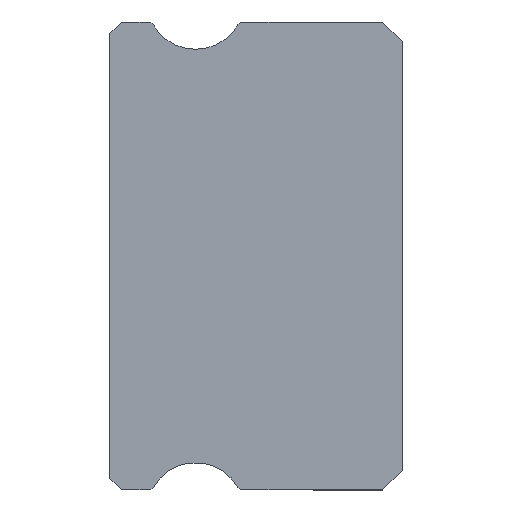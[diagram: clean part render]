
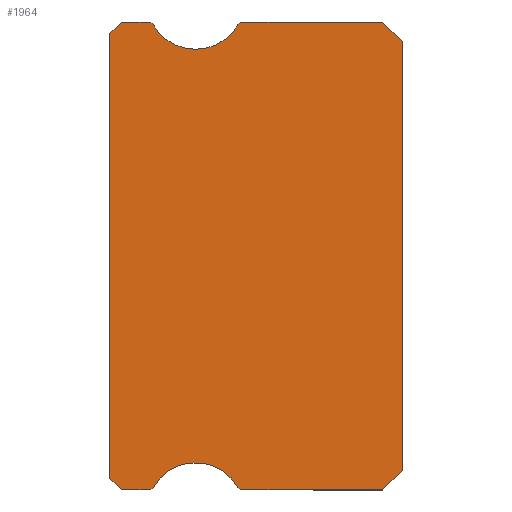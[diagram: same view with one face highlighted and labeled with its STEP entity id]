
A CAD part, left-side view. The second image highlights one B-rep face of the part: STEP entity #1964.
In plain terms, the highlighted planar face has unit normal (-1, 0, 0).
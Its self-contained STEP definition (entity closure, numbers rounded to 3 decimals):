
#3 = EDGE_CURVE ( 'NONE', #3005, #3791, #4820, .T. ) ;
#26 = VERTEX_POINT ( 'NONE', #1877 ) ;
#39 = LINE ( 'NONE', #4827, #2958 ) ;
#99 = CARTESIAN_POINT ( 'NONE',  ( -15., 6.512, -6. ) ) ;
#157 = CARTESIAN_POINT ( 'NONE',  ( -15., 6.512, 6. ) ) ;
#304 = DIRECTION ( 'NONE',  ( 0., 0., -1. ) ) ;
#368 = DIRECTION ( 'NONE',  ( 1., 0., 0. ) ) ;
#399 = DIRECTION ( 'NONE',  ( 0., 0., -1. ) ) ;
#402 = EDGE_CURVE ( 'NONE', #26, #3791, #2379, .T. ) ;
#443 = ORIENTED_EDGE ( 'NONE', *, *, #3, .T. ) ;
#455 = VERTEX_POINT ( 'NONE', #4047 ) ;
#524 = DIRECTION ( 'NONE',  ( 0., 0., -1. ) ) ;
#532 = EDGE_LOOP ( 'NONE', ( #443, #3493, #4736, #4374, #1876, #1648, #1586, #784, #651, #4882, #5008, #4458, #1067, #922, #1467, #2006, #3233 ) ) ;
#631 = DIRECTION ( 'NONE',  ( 0., 0., -1. ) ) ;
#651 = ORIENTED_EDGE ( 'NONE', *, *, #3323, .F. ) ;
#761 = CARTESIAN_POINT ( 'NONE',  ( -15., 5.3, 6.55 ) ) ;
#779 = DIRECTION ( 'NONE',  ( 1., 0., 0. ) ) ;
#784 = ORIENTED_EDGE ( 'NONE', *, *, #3156, .F. ) ;
#862 = EDGE_CURVE ( 'NONE', #3574, #4345, #3410, .T. ) ;
#906 = CARTESIAN_POINT ( 'NONE',  ( -15., 7.5, 5.85 ) ) ;
#922 = ORIENTED_EDGE ( 'NONE', *, *, #4791, .F. ) ;
#923 = DIRECTION ( 'NONE',  ( 0., 0., -1. ) ) ;
#1008 = EDGE_CURVE ( 'NONE', #455, #4105, #3769, .T. ) ;
#1045 = PLANE ( 'NONE',  #2675 ) ;
#1067 = ORIENTED_EDGE ( 'NONE', *, *, #4400, .F. ) ;
#1087 = EDGE_CURVE ( 'NONE', #4955, #4105, #2565, .T. ) ;
#1110 = CARTESIAN_POINT ( 'NONE',  ( -15., 6.383, 5.925 ) ) ;
#1146 = CIRCLE ( 'NONE', #4859, 0.15 ) ;
#1179 = EDGE_CURVE ( 'NONE', #26, #2167, #3874, .T. ) ;
#1186 = AXIS2_PLACEMENT_3D ( 'NONE', #2546, #4899, #923 ) ;
#1206 = AXIS2_PLACEMENT_3D ( 'NONE', #3767, #2938, #524 ) ;
#1214 = CARTESIAN_POINT ( 'NONE',  ( -15., 4.088, 6. ) ) ;
#1279 = CARTESIAN_POINT ( 'NONE',  ( -15., 7.5, 5.7 ) ) ;
#1377 = CIRCLE ( 'NONE', #4260, 0.15 ) ;
#1407 = EDGE_CURVE ( 'NONE', #4581, #3930, #4341, .T. ) ;
#1430 = DIRECTION ( 'NONE',  ( 1., 0., 0. ) ) ;
#1433 = DIRECTION ( 'NONE',  ( 0., 0., 1. ) ) ;
#1465 = EDGE_CURVE ( 'NONE', #4345, #3514, #1377, .T. ) ;
#1467 = ORIENTED_EDGE ( 'NONE', *, *, #3972, .F. ) ;
#1580 = CARTESIAN_POINT ( 'NONE',  ( -15., 5.3, 6.55 ) ) ;
#1586 = ORIENTED_EDGE ( 'NONE', *, *, #4006, .F. ) ;
#1596 = DIRECTION ( 'NONE',  ( 0., 1., 0. ) ) ;
#1628 = CARTESIAN_POINT ( 'NONE',  ( -15., 4.217, -5.925 ) ) ;
#1648 = ORIENTED_EDGE ( 'NONE', *, *, #862, .F. ) ;
#1754 = CARTESIAN_POINT ( 'NONE',  ( -15., 0., 5.5 ) ) ;
#1814 = CARTESIAN_POINT ( 'NONE',  ( -15., 7.2, 6. ) ) ;
#1832 = CIRCLE ( 'NONE', #3879, 0.15 ) ;
#1866 = VECTOR ( 'NONE', #1433, 1000. ) ;
#1876 = ORIENTED_EDGE ( 'NONE', *, *, #1465, .F. ) ;
#1877 = CARTESIAN_POINT ( 'NONE',  ( -15., 7.5, -5.7 ) ) ;
#1897 = CARTESIAN_POINT ( 'NONE',  ( -15., 5.3, 5.3 ) ) ;
#1964 = ADVANCED_FACE ( 'NONE', ( #4586 ), #1045, .F. ) ;
#1984 = CIRCLE ( 'NONE', #2146, 1.25 ) ;
#1992 = DIRECTION ( 'NONE',  ( 0., -1., 0. ) ) ;
#2006 = ORIENTED_EDGE ( 'NONE', *, *, #1407, .F. ) ;
#2030 = VECTOR ( 'NONE', #3359, 1000. ) ;
#2146 = AXIS2_PLACEMENT_3D ( 'NONE', #1580, #4706, #4657 ) ;
#2149 = EDGE_CURVE ( 'NONE', #2167, #3514, #5069, .T. ) ;
#2167 = VERTEX_POINT ( 'NONE', #3878 ) ;
#2202 = CARTESIAN_POINT ( 'NONE',  ( -15., 0., 5.5 ) ) ;
#2220 = CARTESIAN_POINT ( 'NONE',  ( -15., 7.5, 5.7 ) ) ;
#2238 = CARTESIAN_POINT ( 'NONE',  ( -15., 6.512, 5.85 ) ) ;
#2280 = DIRECTION ( 'NONE',  ( 0., -1., 0. ) ) ;
#2341 = DIRECTION ( 'NONE',  ( 0., 0., -1. ) ) ;
#2348 = DIRECTION ( 'NONE',  ( 0., -0.707, -0.707 ) ) ;
#2379 = LINE ( 'NONE', #906, #4865 ) ;
#2479 = CARTESIAN_POINT ( 'NONE',  ( -15., 0.5, 6. ) ) ;
#2546 = CARTESIAN_POINT ( 'NONE',  ( -15., 5.3, -6.55 ) ) ;
#2565 = LINE ( 'NONE', #2915, #2030 ) ;
#2675 = AXIS2_PLACEMENT_3D ( 'NONE', #2238, #368, #399 ) ;
#2915 = CARTESIAN_POINT ( 'NONE',  ( -15., 0.5, 6. ) ) ;
#2935 = LINE ( 'NONE', #1814, #4795 ) ;
#2938 = DIRECTION ( 'NONE',  ( 1., 0., 0. ) ) ;
#2958 = VECTOR ( 'NONE', #1992, 1000. ) ;
#3005 = VERTEX_POINT ( 'NONE', #3517 ) ;
#3049 = DIRECTION ( 'NONE',  ( 0., 0.707, -0.707 ) ) ;
#3058 = CARTESIAN_POINT ( 'NONE',  ( -15., 4.217, 5.925 ) ) ;
#3072 = CARTESIAN_POINT ( 'NONE',  ( -15., 6.512, -6. ) ) ;
#3116 = EDGE_CURVE ( 'NONE', #5022, #4955, #39, .T. ) ;
#3156 = EDGE_CURVE ( 'NONE', #3882, #4191, #3271, .T. ) ;
#3233 = ORIENTED_EDGE ( 'NONE', *, *, #3687, .T. ) ;
#3271 = LINE ( 'NONE', #4773, #4115 ) ;
#3323 = EDGE_CURVE ( 'NONE', #455, #3882, #4578, .T. ) ;
#3359 = DIRECTION ( 'NONE',  ( 0., -0.707, -0.707 ) ) ;
#3380 = DIRECTION ( 'NONE',  ( 0., 1., 0. ) ) ;
#3410 = CIRCLE ( 'NONE', #1186, 1.25 ) ;
#3493 = ORIENTED_EDGE ( 'NONE', *, *, #402, .F. ) ;
#3514 = VERTEX_POINT ( 'NONE', #99 ) ;
#3517 = CARTESIAN_POINT ( 'NONE',  ( -15., 7.2, 6. ) ) ;
#3543 = DIRECTION ( 'NONE',  ( 0., 0., -1. ) ) ;
#3571 = CARTESIAN_POINT ( 'NONE',  ( -15., 4.088, 5.85 ) ) ;
#3574 = VERTEX_POINT ( 'NONE', #1628 ) ;
#3637 = DIRECTION ( 'NONE',  ( 0., 0., 1. ) ) ;
#3687 = EDGE_CURVE ( 'NONE', #4581, #3005, #2935, .T. ) ;
#3725 = DIRECTION ( 'NONE',  ( 0., 0.707, -0.707 ) ) ;
#3767 = CARTESIAN_POINT ( 'NONE',  ( -15., 6.512, 5.85 ) ) ;
#3769 = LINE ( 'NONE', #2202, #1866 ) ;
#3791 = VERTEX_POINT ( 'NONE', #2220 ) ;
#3793 = CARTESIAN_POINT ( 'NONE',  ( -15., 6.512, -5.85 ) ) ;
#3822 = CARTESIAN_POINT ( 'NONE',  ( -15., 7.2, -6. ) ) ;
#3838 = DIRECTION ( 'NONE',  ( -1., 0., 0. ) ) ;
#3874 = LINE ( 'NONE', #3822, #4424 ) ;
#3878 = CARTESIAN_POINT ( 'NONE',  ( -15., 7.2, -6. ) ) ;
#3879 = AXIS2_PLACEMENT_3D ( 'NONE', #3960, #3912, #2341 ) ;
#3882 = VERTEX_POINT ( 'NONE', #5110 ) ;
#3912 = DIRECTION ( 'NONE',  ( 1., 0., 0. ) ) ;
#3927 = VECTOR ( 'NONE', #2280, 1000. ) ;
#3930 = VERTEX_POINT ( 'NONE', #1110 ) ;
#3960 = CARTESIAN_POINT ( 'NONE',  ( -15., 4.088, -5.85 ) ) ;
#3972 = EDGE_CURVE ( 'NONE', #3930, #4685, #4875, .T. ) ;
#4006 = EDGE_CURVE ( 'NONE', #4191, #3574, #1832, .T. ) ;
#4036 = AXIS2_PLACEMENT_3D ( 'NONE', #761, #3838, #304 ) ;
#4047 = CARTESIAN_POINT ( 'NONE',  ( -15., 0., -5.5 ) ) ;
#4105 = VERTEX_POINT ( 'NONE', #1754 ) ;
#4115 = VECTOR ( 'NONE', #1596, 1000. ) ;
#4133 = CARTESIAN_POINT ( 'NONE',  ( -15., 0., -5.5 ) ) ;
#4191 = VERTEX_POINT ( 'NONE', #4562 ) ;
#4206 = VECTOR ( 'NONE', #3049, 1000. ) ;
#4260 = AXIS2_PLACEMENT_3D ( 'NONE', #3793, #1430, #631 ) ;
#4290 = VECTOR ( 'NONE', #3725, 1000. ) ;
#4306 = VERTEX_POINT ( 'NONE', #3058 ) ;
#4341 = CIRCLE ( 'NONE', #1206, 0.15 ) ;
#4345 = VERTEX_POINT ( 'NONE', #4953 ) ;
#4374 = ORIENTED_EDGE ( 'NONE', *, *, #2149, .T. ) ;
#4400 = EDGE_CURVE ( 'NONE', #4306, #5022, #1146, .T. ) ;
#4424 = VECTOR ( 'NONE', #2348, 1000. ) ;
#4458 = ORIENTED_EDGE ( 'NONE', *, *, #3116, .F. ) ;
#4562 = CARTESIAN_POINT ( 'NONE',  ( -15., 4.088, -6. ) ) ;
#4578 = LINE ( 'NONE', #4133, #4290 ) ;
#4581 = VERTEX_POINT ( 'NONE', #157 ) ;
#4586 = FACE_OUTER_BOUND ( 'NONE', #532, .T. ) ;
#4657 = DIRECTION ( 'NONE',  ( 0., 0., -1. ) ) ;
#4685 = VERTEX_POINT ( 'NONE', #1897 ) ;
#4706 = DIRECTION ( 'NONE',  ( -1., 0., 0. ) ) ;
#4736 = ORIENTED_EDGE ( 'NONE', *, *, #1179, .T. ) ;
#4773 = CARTESIAN_POINT ( 'NONE',  ( -15., 6.512, -6. ) ) ;
#4791 = EDGE_CURVE ( 'NONE', #4685, #4306, #1984, .T. ) ;
#4795 = VECTOR ( 'NONE', #3380, 1000. ) ;
#4820 = LINE ( 'NONE', #1279, #4206 ) ;
#4827 = CARTESIAN_POINT ( 'NONE',  ( -15., 6.512, 6. ) ) ;
#4859 = AXIS2_PLACEMENT_3D ( 'NONE', #3571, #779, #3543 ) ;
#4865 = VECTOR ( 'NONE', #3637, 1000. ) ;
#4875 = CIRCLE ( 'NONE', #4036, 1.25 ) ;
#4882 = ORIENTED_EDGE ( 'NONE', *, *, #1008, .T. ) ;
#4899 = DIRECTION ( 'NONE',  ( -1., 0., 0. ) ) ;
#4953 = CARTESIAN_POINT ( 'NONE',  ( -15., 6.383, -5.925 ) ) ;
#4955 = VERTEX_POINT ( 'NONE', #2479 ) ;
#5008 = ORIENTED_EDGE ( 'NONE', *, *, #1087, .F. ) ;
#5022 = VERTEX_POINT ( 'NONE', #1214 ) ;
#5069 = LINE ( 'NONE', #3072, #3927 ) ;
#5110 = CARTESIAN_POINT ( 'NONE',  ( -15., 0.5, -6. ) ) ;
